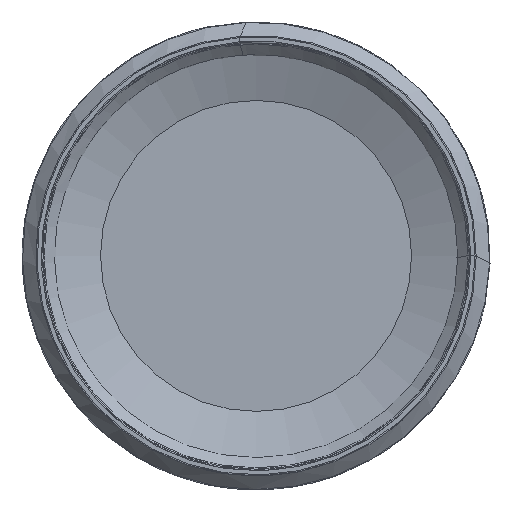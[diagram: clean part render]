
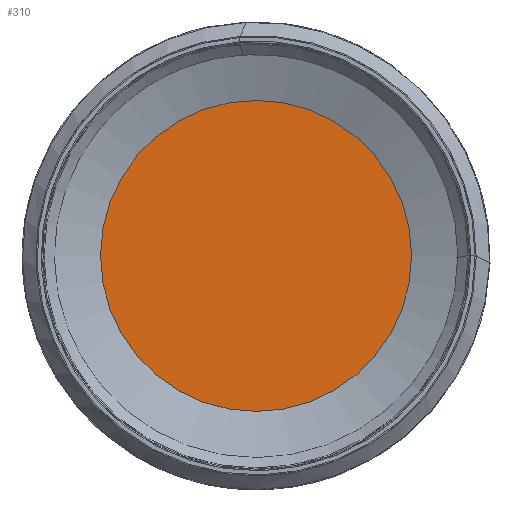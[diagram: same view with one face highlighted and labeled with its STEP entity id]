
A CAD part, left-side view. The second image highlights one B-rep face of the part: STEP entity #310.
In plain terms, the highlighted planar face has unit normal (-1, 0, 0).
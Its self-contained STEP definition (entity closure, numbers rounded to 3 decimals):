
#62=PLANE('',#901);
#310=ADVANCED_FACE('',(#389),#62,.T.);
#389=FACE_OUTER_BOUND('',#433,.T.);
#433=EDGE_LOOP('',(#650));
#498=CIRCLE('',#899,70.79);
#650=ORIENTED_EDGE('',*,*,#798,.T.);
#715=VERTEX_POINT('',#1782);
#798=EDGE_CURVE('',#715,#715,#498,.T.);
#899=AXIS2_PLACEMENT_3D('',#1781,#1057,#1058);
#901=AXIS2_PLACEMENT_3D('',#1784,#1061,#1062);
#1057=DIRECTION('',(-1.,0.,0.));
#1058=DIRECTION('',(0.,0.,1.));
#1061=DIRECTION('',(-1.,0.,0.));
#1062=DIRECTION('',(0.,0.,1.));
#1781=CARTESIAN_POINT('',(12.865,0.,0.));
#1782=CARTESIAN_POINT('',(12.865,0.,70.79));
#1784=CARTESIAN_POINT('',(12.865,70.79,0.));
